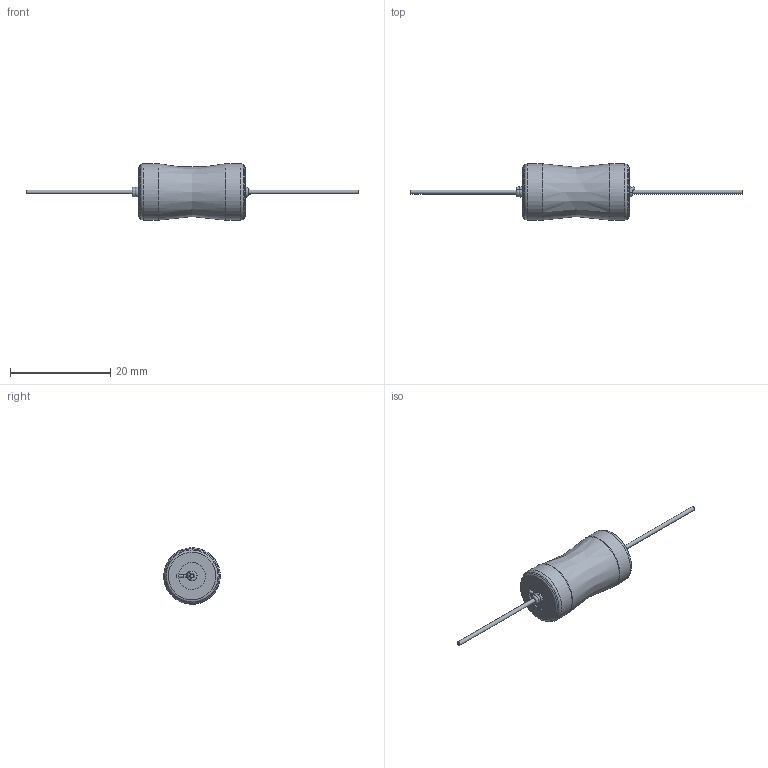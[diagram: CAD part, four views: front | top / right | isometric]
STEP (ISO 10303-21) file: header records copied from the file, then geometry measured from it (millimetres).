
FILE_DESCRIPTION( ('This file contains a STEP AP42 implementation' ,'as created by ZW3D STEP Interface translator.') ,'2;1' );
FILE_NAME( 'PA1226-L.stp' ,'14 925.132246', (''), ('ZWCAD Software Co.'), 'Version 1.0', 'ZW3D to STEP translator', '' );
FILE_SCHEMA( ('CONFIG_CONTROL_DESIGN') );
Length unit declared in the file: millimetre
Products named in the file (1): 0
Bounding box: 66.4 x 11.29 x 11.3 mm (x, y, z)
Volume: 1333 mm3; surface area: 2487.5 mm2
Topology: 6 solids, 6 shells, 72 faces, 136 edges, 82 vertices
Faces by surface type: bspline 72
Entity records: 6947 total; most frequent: CARTESIAN_POINT 6126, ORIENTED_EDGE 272, EDGE_CURVE 136, VERTEX_POINT 82, EDGE_LOOP 80, FACE_OUTER_BOUND 72, ADVANCED_FACE 72, B_SPLINE_CURVE_WITH_KNOTS 49
